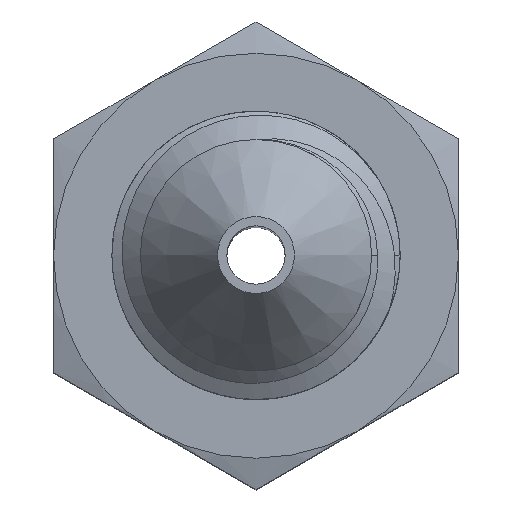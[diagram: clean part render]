
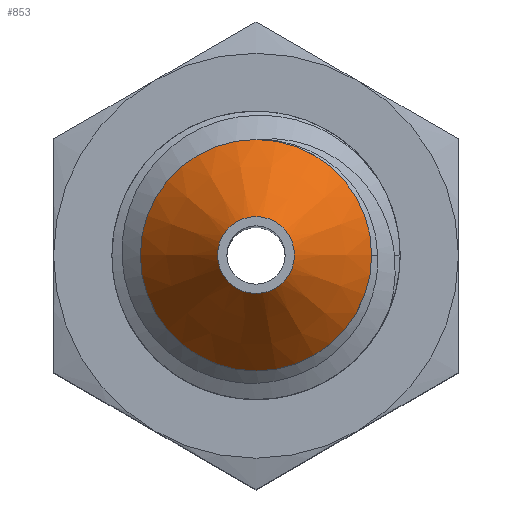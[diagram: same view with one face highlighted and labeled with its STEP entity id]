
A CAD part, top view. The second image highlights one B-rep face of the part: STEP entity #853.
In plain terms, the highlighted conical face has half-angle 37 degrees and reference radius 3.175 mm.
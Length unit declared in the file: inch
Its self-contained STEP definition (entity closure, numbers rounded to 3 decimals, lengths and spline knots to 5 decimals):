
#107=FACE_OUTER_BOUND('',#161,.T.);
#161=EDGE_LOOP('',(#638,#639,#640,#641,#642));
#219=CIRCLE('',#955,0.125);
#220=CIRCLE('',#956,0.04154);
#221=CIRCLE('',#957,0.125);
#297=LINE('',#2333,#323);
#323=VECTOR('',#1113,0.125);
#379=VERTEX_POINT('',#2329);
#380=VERTEX_POINT('',#2330);
#381=VERTEX_POINT('',#2332);
#482=EDGE_CURVE('',#379,#380,#219,.T.);
#483=EDGE_CURVE('',#380,#381,#297,.T.);
#484=EDGE_CURVE('',#381,#381,#220,.T.);
#485=EDGE_CURVE('',#380,#379,#221,.T.);
#638=ORIENTED_EDGE('',*,*,#482,.T.);
#639=ORIENTED_EDGE('',*,*,#483,.T.);
#640=ORIENTED_EDGE('',*,*,#484,.F.);
#641=ORIENTED_EDGE('',*,*,#483,.F.);
#642=ORIENTED_EDGE('',*,*,#485,.T.);
#818=CONICAL_SURFACE('',#954,0.125,0.646);
#853=ADVANCED_FACE('',(#107),#818,.T.);
#954=AXIS2_PLACEMENT_3D('',#2328,#1109,#1110);
#955=AXIS2_PLACEMENT_3D('',#2331,#1111,#1112);
#956=AXIS2_PLACEMENT_3D('',#2334,#1114,#1115);
#957=AXIS2_PLACEMENT_3D('',#2335,#1116,#1117);
#1109=DIRECTION('center_axis',(0.,0.,-1.));
#1110=DIRECTION('ref_axis',(-1.,0.,0.));
#1111=DIRECTION('center_axis',(0.,0.,1.));
#1112=DIRECTION('ref_axis',(-1.,0.,0.));
#1113=DIRECTION('',(-0.602,0.,0.799));
#1114=DIRECTION('center_axis',(0.,0.,1.));
#1115=DIRECTION('ref_axis',(-1.,0.,0.));
#1116=DIRECTION('center_axis',(0.,0.,1.));
#1117=DIRECTION('ref_axis',(-1.,0.,0.));
#2328=CARTESIAN_POINT('Origin',(0.,0.,-0.11076));
#2329=CARTESIAN_POINT('',(-0.125,0.,-0.11076));
#2330=CARTESIAN_POINT('',(0.125,0.,-0.11076));
#2331=CARTESIAN_POINT('Origin',(0.,0.,-0.11076));
#2332=CARTESIAN_POINT('',(0.04154,0.,0.));
#2333=CARTESIAN_POINT('',(0.125,0.,-0.11076));
#2334=CARTESIAN_POINT('Origin',(0.,0.,0.));
#2335=CARTESIAN_POINT('Origin',(0.,0.,-0.11076));
